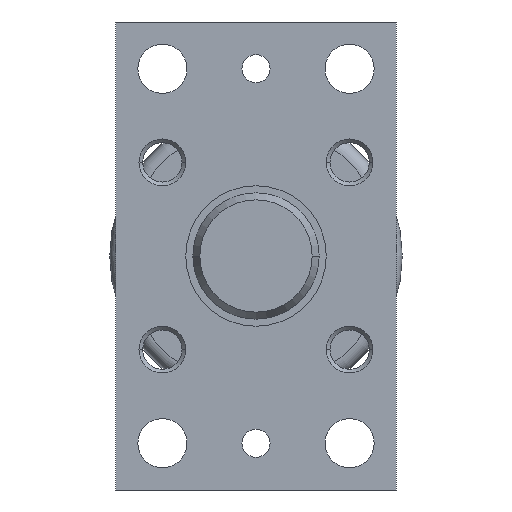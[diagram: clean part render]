
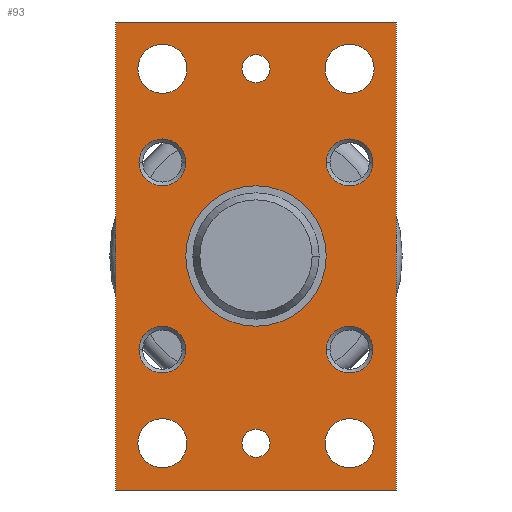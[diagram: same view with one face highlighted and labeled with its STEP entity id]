
A CAD part, left-side view. The second image highlights one B-rep face of the part: STEP entity #93.
In plain terms, the highlighted planar face has unit normal (-1, 0, 0).
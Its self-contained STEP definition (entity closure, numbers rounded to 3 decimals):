
#93=ADVANCED_FACE('',(#231,#232,#233,#234,#235,#236,#237,#238,#239,#240,#241,#242),#243,.F.);
#231=FACE_BOUND('',#415,.T.);
#232=FACE_BOUND('',#416,.T.);
#233=FACE_BOUND('',#417,.T.);
#234=FACE_BOUND('',#418,.T.);
#235=FACE_BOUND('',#419,.T.);
#236=FACE_BOUND('',#420,.T.);
#237=FACE_BOUND('',#421,.T.);
#238=FACE_BOUND('',#422,.T.);
#239=FACE_BOUND('',#423,.T.);
#240=FACE_BOUND('',#424,.T.);
#241=FACE_BOUND('',#425,.T.);
#242=FACE_OUTER_BOUND('',#426,.T.);
#243=PLANE('',#427);
#415=EDGE_LOOP('',(#852,#853));
#416=EDGE_LOOP('',(#854,#855));
#417=EDGE_LOOP('',(#856,#857));
#418=EDGE_LOOP('',(#858,#859));
#419=EDGE_LOOP('',(#860,#861));
#420=EDGE_LOOP('',(#862,#863));
#421=EDGE_LOOP('',(#864,#865));
#422=EDGE_LOOP('',(#866,#867));
#423=EDGE_LOOP('',(#868,#869));
#424=EDGE_LOOP('',(#870,#871));
#425=EDGE_LOOP('',(#872,#873));
#426=EDGE_LOOP('',(#874,#875,#876,#877));
#427=AXIS2_PLACEMENT_3D('',#878,#879,#880);
#852=ORIENTED_EDGE('',*,*,#1218,.T.);
#853=ORIENTED_EDGE('',*,*,#1244,.T.);
#854=ORIENTED_EDGE('',*,*,#1207,.T.);
#855=ORIENTED_EDGE('',*,*,#1246,.T.);
#856=ORIENTED_EDGE('',*,*,#1196,.T.);
#857=ORIENTED_EDGE('',*,*,#1248,.T.);
#858=ORIENTED_EDGE('',*,*,#1185,.T.);
#859=ORIENTED_EDGE('',*,*,#1250,.T.);
#860=ORIENTED_EDGE('',*,*,#1252,.T.);
#861=ORIENTED_EDGE('',*,*,#1178,.T.);
#862=ORIENTED_EDGE('',*,*,#1253,.T.);
#863=ORIENTED_EDGE('',*,*,#1174,.T.);
#864=ORIENTED_EDGE('',*,*,#1254,.T.);
#865=ORIENTED_EDGE('',*,*,#1170,.T.);
#866=ORIENTED_EDGE('',*,*,#1255,.T.);
#867=ORIENTED_EDGE('',*,*,#1166,.T.);
#868=ORIENTED_EDGE('',*,*,#1256,.T.);
#869=ORIENTED_EDGE('',*,*,#1162,.T.);
#870=ORIENTED_EDGE('',*,*,#1257,.T.);
#871=ORIENTED_EDGE('',*,*,#1158,.T.);
#872=ORIENTED_EDGE('',*,*,#1227,.T.);
#873=ORIENTED_EDGE('',*,*,#1226,.T.);
#874=ORIENTED_EDGE('',*,*,#1258,.T.);
#875=ORIENTED_EDGE('',*,*,#1259,.T.);
#876=ORIENTED_EDGE('',*,*,#1260,.T.);
#877=ORIENTED_EDGE('',*,*,#1261,.T.);
#878=CARTESIAN_POINT('',(-10.0,0.0,0.0));
#879=DIRECTION('',(1.0,0.0,0.));
#880=DIRECTION('',(0.,0.0,-1.0));
#1158=EDGE_CURVE('',#1383,#1387,#1389,.T.);
#1162=EDGE_CURVE('',#1391,#1395,#1397,.T.);
#1166=EDGE_CURVE('',#1399,#1403,#1405,.T.);
#1170=EDGE_CURVE('',#1407,#1411,#1413,.T.);
#1174=EDGE_CURVE('',#1415,#1419,#1421,.T.);
#1178=EDGE_CURVE('',#1423,#1427,#1429,.T.);
#1185=EDGE_CURVE('',#1438,#1440,#1442,.T.);
#1196=EDGE_CURVE('',#1457,#1459,#1461,.T.);
#1207=EDGE_CURVE('',#1476,#1478,#1480,.T.);
#1218=EDGE_CURVE('',#1495,#1497,#1499,.T.);
#1226=EDGE_CURVE('',#1507,#1511,#1513,.T.);
#1227=EDGE_CURVE('',#1511,#1507,#1514,.T.);
#1244=EDGE_CURVE('',#1497,#1495,#1535,.T.);
#1246=EDGE_CURVE('',#1478,#1476,#1537,.T.);
#1248=EDGE_CURVE('',#1459,#1457,#1539,.T.);
#1250=EDGE_CURVE('',#1440,#1438,#1541,.T.);
#1252=EDGE_CURVE('',#1427,#1423,#1543,.T.);
#1253=EDGE_CURVE('',#1419,#1415,#1544,.T.);
#1254=EDGE_CURVE('',#1411,#1407,#1545,.T.);
#1255=EDGE_CURVE('',#1403,#1399,#1546,.T.);
#1256=EDGE_CURVE('',#1395,#1391,#1547,.T.);
#1257=EDGE_CURVE('',#1387,#1383,#1548,.T.);
#1258=EDGE_CURVE('',#1549,#1550,#1551,.T.);
#1259=EDGE_CURVE('',#1550,#1552,#1553,.T.);
#1260=EDGE_CURVE('',#1552,#1554,#1555,.T.);
#1261=EDGE_CURVE('',#1554,#1549,#1556,.T.);
#1383=VERTEX_POINT('',#1712);
#1387=VERTEX_POINT('',#1717);
#1389=CIRCLE('',#1720,5.25);
#1391=VERTEX_POINT('',#1722);
#1395=VERTEX_POINT('',#1727);
#1397=CIRCLE('',#1730,5.25);
#1399=VERTEX_POINT('',#1732);
#1403=VERTEX_POINT('',#1737);
#1405=CIRCLE('',#1740,5.25);
#1407=VERTEX_POINT('',#1742);
#1411=VERTEX_POINT('',#1747);
#1413=CIRCLE('',#1750,5.25);
#1415=VERTEX_POINT('',#1752);
#1419=VERTEX_POINT('',#1757);
#1421=CIRCLE('',#1760,3.0);
#1423=VERTEX_POINT('',#1762);
#1427=VERTEX_POINT('',#1767);
#1429=CIRCLE('',#1770,3.0);
#1438=VERTEX_POINT('',#1781);
#1440=VERTEX_POINT('',#1784);
#1442=CIRCLE('',#1787,5.0);
#1457=VERTEX_POINT('',#1806);
#1459=VERTEX_POINT('',#1809);
#1461=CIRCLE('',#1812,5.0);
#1476=VERTEX_POINT('',#1831);
#1478=VERTEX_POINT('',#1834);
#1480=CIRCLE('',#1837,5.0);
#1495=VERTEX_POINT('',#1856);
#1497=VERTEX_POINT('',#1859);
#1499=CIRCLE('',#1862,5.0);
#1507=VERTEX_POINT('',#1872);
#1511=VERTEX_POINT('',#1877);
#1513=CIRCLE('',#1880,15.0);
#1514=CIRCLE('',#1881,15.0);
#1535=CIRCLE('',#1906,5.0);
#1537=CIRCLE('',#1908,5.0);
#1539=CIRCLE('',#1910,5.0);
#1541=CIRCLE('',#1912,5.0);
#1543=CIRCLE('',#1914,3.0);
#1544=CIRCLE('',#1915,3.0);
#1545=CIRCLE('',#1916,5.25);
#1546=CIRCLE('',#1917,5.25);
#1547=CIRCLE('',#1918,5.25);
#1548=CIRCLE('',#1919,5.25);
#1549=VERTEX_POINT('',#1920);
#1550=VERTEX_POINT('',#1921);
#1551=LINE('',#1922,#1923);
#1552=VERTEX_POINT('',#1924);
#1553=LINE('',#1925,#1926);
#1554=VERTEX_POINT('',#1927);
#1555=LINE('',#1928,#1929);
#1556=LINE('',#1930,#1931);
#1712=CARTESIAN_POINT('',(-10.0,-20.0,34.75));
#1717=CARTESIAN_POINT('',(-10.0,-20.0,45.25));
#1720=AXIS2_PLACEMENT_3D('',#2303,#2304,#2305);
#1722=CARTESIAN_POINT('',(-10.0,20.0,34.75));
#1727=CARTESIAN_POINT('',(-10.0,20.0,45.25));
#1730=AXIS2_PLACEMENT_3D('',#2311,#2312,#2313);
#1732=CARTESIAN_POINT('',(-10.0,-20.0,-45.25));
#1737=CARTESIAN_POINT('',(-10.0,-20.0,-34.75));
#1740=AXIS2_PLACEMENT_3D('',#2319,#2320,#2321);
#1742=CARTESIAN_POINT('',(-10.0,20.0,-45.25));
#1747=CARTESIAN_POINT('',(-10.0,20.0,-34.75));
#1750=AXIS2_PLACEMENT_3D('',#2327,#2328,#2329);
#1752=CARTESIAN_POINT('',(-10.0,0.,37.0));
#1757=CARTESIAN_POINT('',(-10.0,0.,43.0));
#1760=AXIS2_PLACEMENT_3D('',#2335,#2336,#2337);
#1762=CARTESIAN_POINT('',(-10.0,0.,-43.0));
#1767=CARTESIAN_POINT('',(-10.0,0.,-37.0));
#1770=AXIS2_PLACEMENT_3D('',#2343,#2344,#2345);
#1781=CARTESIAN_POINT('',(-10.0,-15.0,20.0));
#1784=CARTESIAN_POINT('',(-10.0,-25.0,20.0));
#1787=AXIS2_PLACEMENT_3D('',#2356,#2357,#2358);
#1806=CARTESIAN_POINT('',(-10.0,25.0,20.0));
#1809=CARTESIAN_POINT('',(-10.0,15.0,20.0));
#1812=AXIS2_PLACEMENT_3D('',#2377,#2378,#2379);
#1831=CARTESIAN_POINT('',(-10.0,-15.0,-20.0));
#1834=CARTESIAN_POINT('',(-10.0,-25.0,-20.0));
#1837=AXIS2_PLACEMENT_3D('',#2398,#2399,#2400);
#1856=CARTESIAN_POINT('',(-10.0,25.0,-20.0));
#1859=CARTESIAN_POINT('',(-10.0,15.0,-20.0));
#1862=AXIS2_PLACEMENT_3D('',#2419,#2420,#2421);
#1872=CARTESIAN_POINT('',(-10.0,0.,-15.0));
#1877=CARTESIAN_POINT('',(-10.0,0.,15.0));
#1880=AXIS2_PLACEMENT_3D('',#2435,#2436,#2437);
#1881=AXIS2_PLACEMENT_3D('',#2438,#2439,#2440);
#1906=AXIS2_PLACEMENT_3D('',#2481,#2482,#2483);
#1908=AXIS2_PLACEMENT_3D('',#2487,#2488,#2489);
#1910=AXIS2_PLACEMENT_3D('',#2493,#2494,#2495);
#1912=AXIS2_PLACEMENT_3D('',#2499,#2500,#2501);
#1914=AXIS2_PLACEMENT_3D('',#2505,#2506,#2507);
#1915=AXIS2_PLACEMENT_3D('',#2508,#2509,#2510);
#1916=AXIS2_PLACEMENT_3D('',#2511,#2512,#2513);
#1917=AXIS2_PLACEMENT_3D('',#2514,#2515,#2516);
#1918=AXIS2_PLACEMENT_3D('',#2517,#2518,#2519);
#1919=AXIS2_PLACEMENT_3D('',#2520,#2521,#2522);
#1920=CARTESIAN_POINT('',(-10.0,30.0,-50.0));
#1921=CARTESIAN_POINT('',(-10.0,-30.0,-50.0));
#1922=CARTESIAN_POINT('',(-10.0,0.0,-50.0));
#1923=VECTOR('',#2523,1.0);
#1924=CARTESIAN_POINT('',(-10.0,-30.0,50.0));
#1925=CARTESIAN_POINT('',(-10.0,-30.0,0.0));
#1926=VECTOR('',#2524,1.0);
#1927=CARTESIAN_POINT('',(-10.0,30.0,50.0));
#1928=CARTESIAN_POINT('',(-10.0,0.0,50.0));
#1929=VECTOR('',#2525,1.0);
#1930=CARTESIAN_POINT('',(-10.0,30.0,0.0));
#1931=VECTOR('',#2526,1.0);
#2303=CARTESIAN_POINT('',(-10.0,-20.0,40.0));
#2304=DIRECTION('',(1.0,0.0,0.));
#2305=DIRECTION('',(0.,0.0,-1.0));
#2311=CARTESIAN_POINT('',(-10.0,20.0,40.0));
#2312=DIRECTION('',(1.0,0.0,0.));
#2313=DIRECTION('',(0.,0.0,-1.0));
#2319=CARTESIAN_POINT('',(-10.0,-20.0,-40.0));
#2320=DIRECTION('',(1.0,0.0,0.));
#2321=DIRECTION('',(0.,0.0,-1.0));
#2327=CARTESIAN_POINT('',(-10.0,20.0,-40.0));
#2328=DIRECTION('',(1.0,0.0,0.));
#2329=DIRECTION('',(0.,0.0,-1.0));
#2335=CARTESIAN_POINT('',(-10.0,0.0,40.0));
#2336=DIRECTION('',(1.0,0.0,0.));
#2337=DIRECTION('',(0.,0.0,-1.0));
#2343=CARTESIAN_POINT('',(-10.0,0.0,-40.0));
#2344=DIRECTION('',(1.0,0.0,0.));
#2345=DIRECTION('',(0.,0.0,-1.0));
#2356=CARTESIAN_POINT('',(-10.0,-20.0,20.0));
#2357=DIRECTION('',(1.0,-0.0,0.));
#2358=DIRECTION('',(0.0,1.0,0.0));
#2377=CARTESIAN_POINT('',(-10.0,20.0,20.0));
#2378=DIRECTION('',(1.0,-0.0,0.));
#2379=DIRECTION('',(0.0,1.0,0.0));
#2398=CARTESIAN_POINT('',(-10.0,-20.0,-20.0));
#2399=DIRECTION('',(1.0,-0.0,0.));
#2400=DIRECTION('',(0.0,1.0,0.0));
#2419=CARTESIAN_POINT('',(-10.0,20.0,-20.0));
#2420=DIRECTION('',(1.0,-0.0,0.));
#2421=DIRECTION('',(0.0,1.0,0.0));
#2435=CARTESIAN_POINT('',(-10.0,0.0,0.0));
#2436=DIRECTION('',(1.0,0.0,0.));
#2437=DIRECTION('',(0.,0.0,-1.0));
#2438=CARTESIAN_POINT('',(-10.0,0.0,0.0));
#2439=DIRECTION('',(1.0,0.0,0.));
#2440=DIRECTION('',(0.,0.0,-1.0));
#2481=CARTESIAN_POINT('',(-10.0,20.0,-20.0));
#2482=DIRECTION('',(1.0,-0.0,0.));
#2483=DIRECTION('',(0.0,1.0,0.0));
#2487=CARTESIAN_POINT('',(-10.0,-20.0,-20.0));
#2488=DIRECTION('',(1.0,-0.0,0.));
#2489=DIRECTION('',(0.0,1.0,0.0));
#2493=CARTESIAN_POINT('',(-10.0,20.0,20.0));
#2494=DIRECTION('',(1.0,-0.0,0.));
#2495=DIRECTION('',(0.0,1.0,0.0));
#2499=CARTESIAN_POINT('',(-10.0,-20.0,20.0));
#2500=DIRECTION('',(1.0,-0.0,0.));
#2501=DIRECTION('',(0.0,1.0,0.0));
#2505=CARTESIAN_POINT('',(-10.0,0.0,-40.0));
#2506=DIRECTION('',(1.0,0.0,0.));
#2507=DIRECTION('',(0.,0.0,-1.0));
#2508=CARTESIAN_POINT('',(-10.0,0.0,40.0));
#2509=DIRECTION('',(1.0,0.0,0.));
#2510=DIRECTION('',(0.,0.0,-1.0));
#2511=CARTESIAN_POINT('',(-10.0,20.0,-40.0));
#2512=DIRECTION('',(1.0,0.0,0.));
#2513=DIRECTION('',(0.,0.0,-1.0));
#2514=CARTESIAN_POINT('',(-10.0,-20.0,-40.0));
#2515=DIRECTION('',(1.0,0.0,0.));
#2516=DIRECTION('',(0.,0.0,-1.0));
#2517=CARTESIAN_POINT('',(-10.0,20.0,40.0));
#2518=DIRECTION('',(1.0,0.0,0.));
#2519=DIRECTION('',(0.,0.0,-1.0));
#2520=CARTESIAN_POINT('',(-10.0,-20.0,40.0));
#2521=DIRECTION('',(1.0,0.0,0.));
#2522=DIRECTION('',(0.,0.0,-1.0));
#2523=DIRECTION('',(0.0,-1.0,0.0));
#2524=DIRECTION('',(0.,0.0,1.0));
#2525=DIRECTION('',(0.0,1.0,0.0));
#2526=DIRECTION('',(0.,0.0,-1.0));
